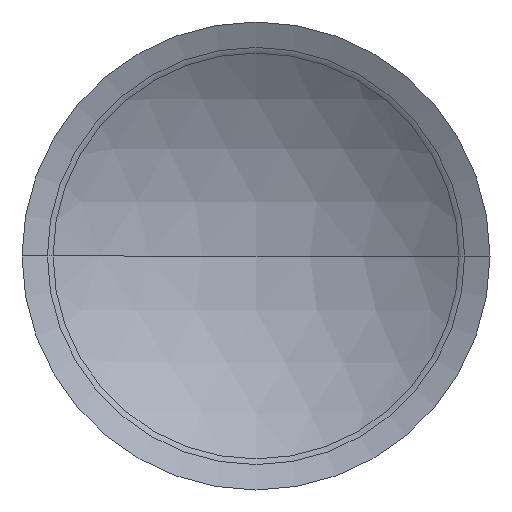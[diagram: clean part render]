
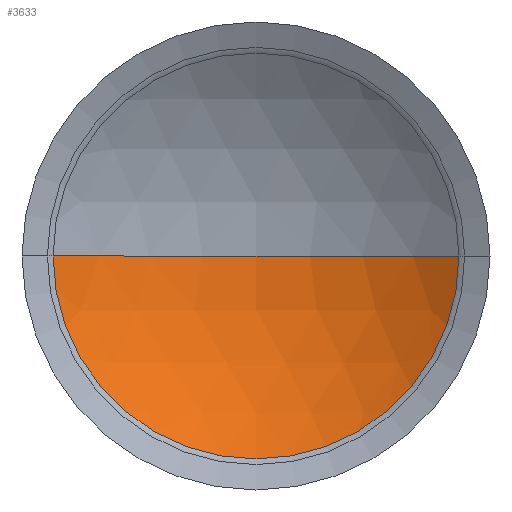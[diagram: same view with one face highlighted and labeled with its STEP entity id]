
A CAD part, front view. The second image highlights one B-rep face of the part: STEP entity #3633.
In plain terms, the highlighted spherical face has radius 55 mm.
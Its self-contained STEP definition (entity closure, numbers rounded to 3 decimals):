
#521 = DIRECTION ( 'NONE',  ( 1., 0., 0. ) ) ;
#668 = SPHERICAL_SURFACE ( 'NONE', #3208, 55. ) ;
#1354 = DIRECTION ( 'NONE',  ( 0., 0., 1. ) ) ;
#1611 = DIRECTION ( 'NONE',  ( 1., 0., 0. ) ) ;
#2299 = CARTESIAN_POINT ( 'NONE',  ( 0., -42., 0. ) ) ;
#2450 = DIRECTION ( 'NONE',  ( -1., 0., 0. ) ) ;
#2673 = EDGE_LOOP ( 'NONE', ( #7070, #5094, #4142 ) ) ;
#2852 = CARTESIAN_POINT ( 'NONE',  ( 0., 2.355, 0. ) ) ;
#2902 = DIRECTION ( 'NONE',  ( 0., -1., 0. ) ) ;
#2959 = CIRCLE ( 'NONE', #4209, 32.522 ) ;
#3089 = DIRECTION ( 'NONE',  ( 0., 0., -1. ) ) ;
#3208 = AXIS2_PLACEMENT_3D ( 'NONE', #3556, #1354, #521 ) ;
#3556 = CARTESIAN_POINT ( 'NONE',  ( 0., -42., 0. ) ) ;
#3633 = ADVANCED_FACE ( 'NONE', ( #8781 ), #668, .F. ) ;
#3768 = VERTEX_POINT ( 'NONE', #5781 ) ;
#3824 = EDGE_CURVE ( 'NONE', #3768, #5860, #6986, .T. ) ;
#4142 = ORIENTED_EDGE ( 'NONE', *, *, #9188, .T. ) ;
#4209 = AXIS2_PLACEMENT_3D ( 'NONE', #2852, #2902, #8109 ) ;
#4880 = VERTEX_POINT ( 'NONE', #7165 ) ;
#4938 = AXIS2_PLACEMENT_3D ( 'NONE', #2299, #3089, #2450 ) ;
#5094 = ORIENTED_EDGE ( 'NONE', *, *, #3824, .T. ) ;
#5194 = CARTESIAN_POINT ( 'NONE',  ( -32.522, 2.355, 0. ) ) ;
#5247 = AXIS2_PLACEMENT_3D ( 'NONE', #7453, #5386, #1611 ) ;
#5386 = DIRECTION ( 'NONE',  ( 0., 0., 1. ) ) ;
#5781 = CARTESIAN_POINT ( 'NONE',  ( 0., 13., 0. ) ) ;
#5860 = VERTEX_POINT ( 'NONE', #5194 ) ;
#6353 = CIRCLE ( 'NONE', #4938, 55. ) ;
#6986 = CIRCLE ( 'NONE', #5247, 55. ) ;
#7070 = ORIENTED_EDGE ( 'NONE', *, *, #7170, .F. ) ;
#7165 = CARTESIAN_POINT ( 'NONE',  ( 32.522, 2.355, 0. ) ) ;
#7170 = EDGE_CURVE ( 'NONE', #3768, #4880, #6353, .T. ) ;
#7453 = CARTESIAN_POINT ( 'NONE',  ( 0., -42., 0. ) ) ;
#8109 = DIRECTION ( 'NONE',  ( 1., 0., 0. ) ) ;
#8781 = FACE_OUTER_BOUND ( 'NONE', #2673, .T. ) ;
#9188 = EDGE_CURVE ( 'NONE', #5860, #4880, #2959, .T. ) ;
